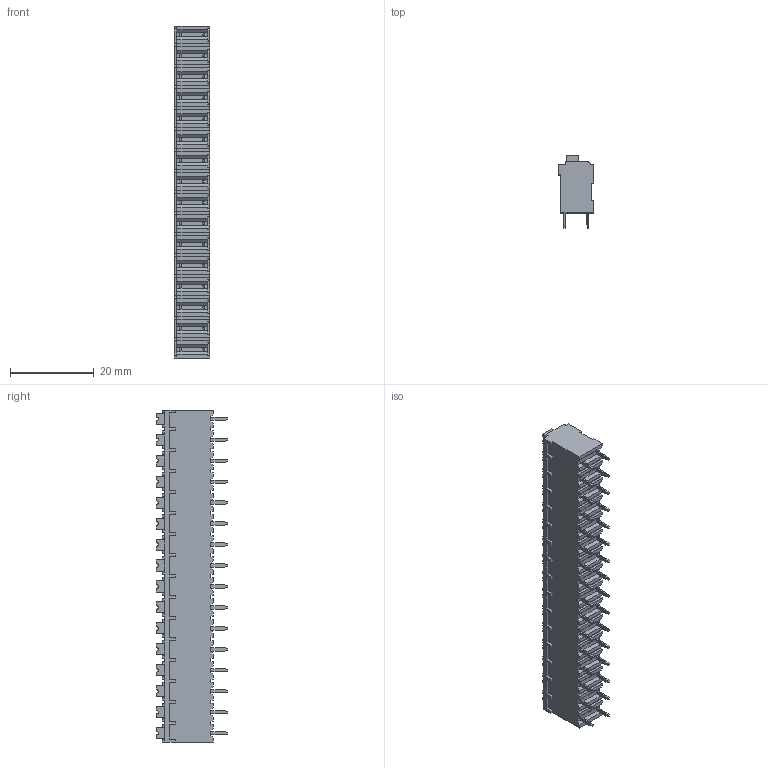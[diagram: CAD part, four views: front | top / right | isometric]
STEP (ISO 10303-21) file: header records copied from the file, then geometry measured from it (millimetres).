
FILE_DESCRIPTION((''),'2;1');
FILE_NAME('TLM-004VT-5_00-XXP-X','2024-09-30T',('sj'),(''),'PRO/ENGINEER BY PARAMETRIC TECHNOLOGY CORPORATION, 2015240','PRO/ENGINEER BY PARAMETRIC TECHNOLOGY CORPORATION, 2015240','');
FILE_SCHEMA(('CONFIG_CONTROL_DESIGN','SHAPE_APPEARANCE_LAYERS_GROUPS'));
Length unit declared in the file: millimetre
Products named in the file (1): TLM-004VT-5_00-XXP-X
Bounding box: 8.4 x 17.15 x 79.2 mm (x, y, z)
Volume: 5990.2 mm3; surface area: 7674.5 mm2
Topology: 1 solids, 1 shells, 1564 faces, 4416 edges, 2934 vertices
Faces by surface type: plane 1404, cylinder 160
Entity records: 50118 total; most frequent: CARTESIAN_POINT 9330, ORIENTED_EDGE 8832, DIRECTION 7832, EDGE_CURVE 4416, VECTOR 3936, LINE 3936, VERTEX_POINT 2934, AXIS2_PLACEMENT_3D 1948
